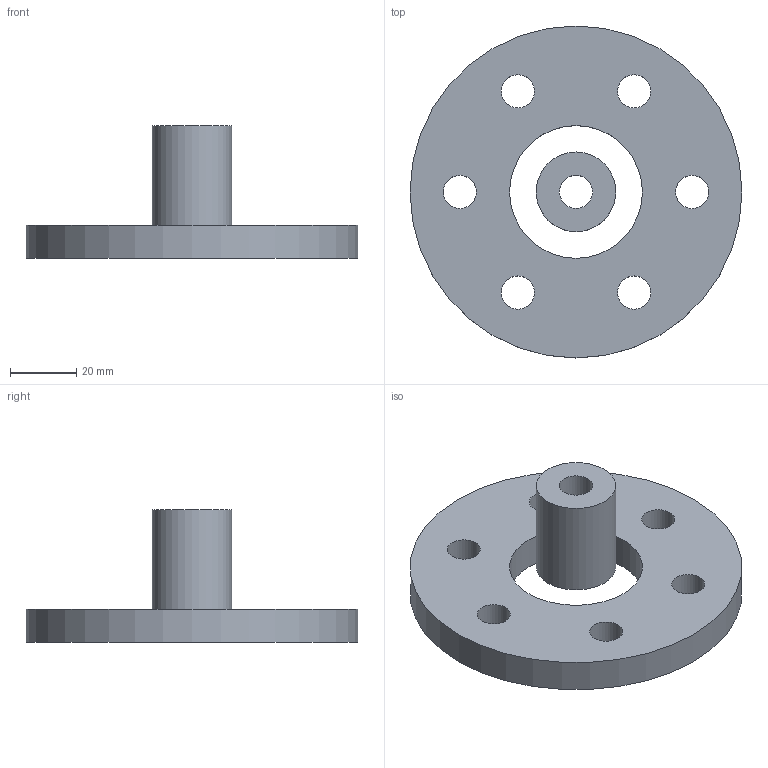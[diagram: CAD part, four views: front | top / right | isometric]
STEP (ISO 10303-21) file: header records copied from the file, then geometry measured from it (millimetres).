
FILE_DESCRIPTION(('Open CASCADE Model'),'2;1');
FILE_NAME('Open CASCADE Shape Model','2024-12-16T17:03:28',('Author'),( 'Open CASCADE'),'Open CASCADE STEP processor 7.7','Open CASCADE 7.7' ,'Unknown');
FILE_SCHEMA(('AUTOMOTIVE_DESIGN { 1 0 10303 214 1 1 1 1 }'));
Length unit declared in the file: millimetre
Products named in the file (4): Open CASCADE STEP translator 7.7 3; Open CASCADE STEP translator 7.7 3.1; Open CASCADE STEP translator 7.7 3.1.1; Open CASCADE STEP translator 7.7 3.1.2
Assembly tree (3 placements, depth 3):
  Open CASCADE STEP translator 7.7 3
    Open CASCADE STEP translator 7.7 3.1
      Open CASCADE STEP translator 7.7 3.1.1
      Open CASCADE STEP translator 7.7 3.1.2
Bounding box: 100 x 100 x 40 mm (x, y, z)
Volume: 72476.5 mm3; surface area: 22487.5 mm2
Topology: 2 solids, 2 shells, 14 faces, 30 edges, 20 vertices
Faces by surface type: cylinder 10, plane 4
Full cylindrical faces by diameter (mm): 10 x7, 24 x1, 40 x1, 100 x1
Entity records: 902 total; most frequent: CARTESIAN_POINT 176, DIRECTION 138, ORIENTED_EDGE 60, PCURVE 60, DEFINITIONAL_REPRESENTATION 60, LINE 50, VECTOR 50, AXIS2_PLACEMENT_3D 38
